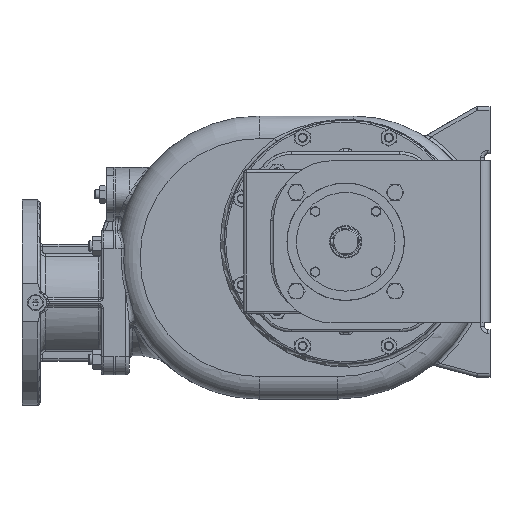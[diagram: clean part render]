
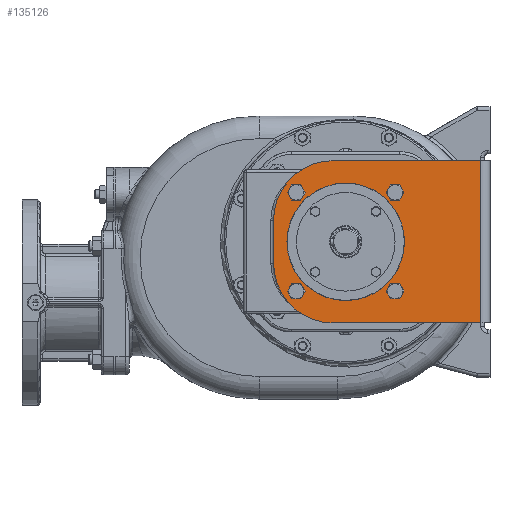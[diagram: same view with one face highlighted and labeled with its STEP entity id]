
A CAD part, left-side view. The second image highlights one B-rep face of the part: STEP entity #135126.
In plain terms, the highlighted planar face has unit normal (-1, 0, 0).
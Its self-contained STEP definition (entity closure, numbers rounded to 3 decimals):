
#40129=CARTESIAN_POINT('',(-365.5,174.,-24.));
#40130=DIRECTION('',(1.,0.,0.));
#40131=DIRECTION('',(0.,0.,-1.));
#40132=AXIS2_PLACEMENT_3D('',#40129,#40130,#40131);
#40134=DIRECTION('',(0.,0.,1.));
#40135=VECTOR('',#40134,48.);
#40136=CARTESIAN_POINT('',(-365.5,240.,-24.));
#40137=LINE('',#40136,#40135);
#40138=CARTESIAN_POINT('',(-365.5,174.,24.));
#40139=DIRECTION('',(1.,0.,0.));
#40140=DIRECTION('',(0.,1.,0.));
#40141=AXIS2_PLACEMENT_3D('',#40138,#40139,#40140);
#40143=DIRECTION('',(0.,-1.,0.));
#40144=VECTOR('',#40143,164.);
#40145=CARTESIAN_POINT('',(-365.5,174.,90.));
#40146=LINE('',#40145,#40144);
#40147=DIRECTION('',(0.,1.,0.));
#40148=VECTOR('',#40147,164.);
#40149=CARTESIAN_POINT('',(-365.5,10.,-90.));
#40150=LINE('',#40149,#40148);
#40151=CARTESIAN_POINT('',(-365.5,160.,0.));
#40152=DIRECTION('',(-1.,0.,0.));
#40153=DIRECTION('',(0.,-1.,0.));
#40154=AXIS2_PLACEMENT_3D('',#40151,#40152,#40153);
#40156=CARTESIAN_POINT('',(-365.5,160.,0.));
#40157=DIRECTION('',(-1.,0.,0.));
#40158=DIRECTION('',(0.,1.,0.));
#40159=AXIS2_PLACEMENT_3D('',#40156,#40157,#40158);
#40161=CARTESIAN_POINT('',(-365.5,214.801,-54.801));
#40162=DIRECTION('',(1.,0.,0.));
#40163=DIRECTION('',(0.,0.,-1.));
#40164=AXIS2_PLACEMENT_3D('',#40161,#40162,#40163);
#40166=CARTESIAN_POINT('',(-365.5,214.801,-54.801));
#40167=DIRECTION('',(1.,0.,0.));
#40168=DIRECTION('',(0.,0.,1.));
#40169=AXIS2_PLACEMENT_3D('',#40166,#40167,#40168);
#40171=CARTESIAN_POINT('',(-365.5,105.199,-54.801));
#40172=DIRECTION('',(1.,0.,0.));
#40173=DIRECTION('',(0.,0.,-1.));
#40174=AXIS2_PLACEMENT_3D('',#40171,#40172,#40173);
#40176=CARTESIAN_POINT('',(-365.5,105.199,-54.801));
#40177=DIRECTION('',(1.,0.,0.));
#40178=DIRECTION('',(0.,0.,1.));
#40179=AXIS2_PLACEMENT_3D('',#40176,#40177,#40178);
#40181=CARTESIAN_POINT('',(-365.5,105.199,54.801));
#40182=DIRECTION('',(1.,0.,0.));
#40183=DIRECTION('',(0.,0.,-1.));
#40184=AXIS2_PLACEMENT_3D('',#40181,#40182,#40183);
#40186=CARTESIAN_POINT('',(-365.5,105.199,54.801));
#40187=DIRECTION('',(1.,0.,0.));
#40188=DIRECTION('',(0.,0.,1.));
#40189=AXIS2_PLACEMENT_3D('',#40186,#40187,#40188);
#40191=CARTESIAN_POINT('',(-365.5,214.801,54.801));
#40192=DIRECTION('',(1.,0.,0.));
#40193=DIRECTION('',(0.,0.,-1.));
#40194=AXIS2_PLACEMENT_3D('',#40191,#40192,#40193);
#40196=CARTESIAN_POINT('',(-365.5,214.801,54.801));
#40197=DIRECTION('',(1.,0.,0.));
#40198=DIRECTION('',(0.,0.,1.));
#40199=AXIS2_PLACEMENT_3D('',#40196,#40197,#40198);
#40351=DIRECTION('',(0.,0.,1.));
#40352=VECTOR('',#40351,180.);
#40353=CARTESIAN_POINT('',(-365.5,10.,-90.));
#40354=LINE('',#40353,#40352);
#70049=CARTESIAN_POINT('',(-365.5,174.,-90.));
#70051=VERTEX_POINT('',#70049);
#70052=CARTESIAN_POINT('',(-365.5,94.85,0.));
#70053=CARTESIAN_POINT('',(-365.5,225.15,0.));
#70054=VERTEX_POINT('',#70052);
#70055=VERTEX_POINT('',#70053);
#70060=CARTESIAN_POINT('',(-365.5,10.,-90.));
#70061=VERTEX_POINT('',#70060);
#70062=CARTESIAN_POINT('',(-365.5,10.,90.));
#70063=VERTEX_POINT('',#70062);
#70064=CARTESIAN_POINT('',(-365.5,174.,90.));
#70065=VERTEX_POINT('',#70064);
#70108=CARTESIAN_POINT('',(-365.5,240.,-24.));
#70109=VERTEX_POINT('',#70108);
#70110=CARTESIAN_POINT('',(-365.5,240.,24.));
#70111=VERTEX_POINT('',#70110);
#70534=CARTESIAN_POINT('',(-365.5,214.801,-62.901));
#70535=CARTESIAN_POINT('',(-365.5,214.801,-46.701));
#70536=VERTEX_POINT('',#70534);
#70537=VERTEX_POINT('',#70535);
#70580=CARTESIAN_POINT('',(-365.5,105.199,-62.901));
#70581=CARTESIAN_POINT('',(-365.5,105.199,-46.701));
#70582=VERTEX_POINT('',#70580);
#70583=VERTEX_POINT('',#70581);
#70626=CARTESIAN_POINT('',(-365.5,105.199,46.701));
#70627=CARTESIAN_POINT('',(-365.5,105.199,62.901));
#70628=VERTEX_POINT('',#70626);
#70629=VERTEX_POINT('',#70627);
#70672=CARTESIAN_POINT('',(-365.5,214.801,46.701));
#70673=CARTESIAN_POINT('',(-365.5,214.801,62.901));
#70674=VERTEX_POINT('',#70672);
#70675=VERTEX_POINT('',#70673);
#135079=CARTESIAN_POINT('',(-365.5,160.,0.));
#135080=DIRECTION('',(1.,0.,0.));
#135081=DIRECTION('',(0.,0.,-1.));
#135082=AXIS2_PLACEMENT_3D('',#135079,#135080,#135081);
#135083=PLANE('',#135082);
#135085=ORIENTED_EDGE('',*,*,#135084,.T.);
#135087=ORIENTED_EDGE('',*,*,#135086,.T.);
#135089=ORIENTED_EDGE('',*,*,#135088,.T.);
#135091=ORIENTED_EDGE('',*,*,#135090,.T.);
#135093=ORIENTED_EDGE('',*,*,#135092,.F.);
#135095=ORIENTED_EDGE('',*,*,#135094,.T.);
#135096=EDGE_LOOP('',(#135085,#135087,#135089,#135091,#135093,#135095));
#135097=FACE_OUTER_BOUND('',#135096,.F.);
#135098=ORIENTED_EDGE('',*,*,#135059,.T.);
#135099=ORIENTED_EDGE('',*,*,#135073,.T.);
#135100=EDGE_LOOP('',(#135098,#135099));
#135101=FACE_BOUND('',#135100,.F.);
#135103=ORIENTED_EDGE('',*,*,#135102,.F.);
#135105=ORIENTED_EDGE('',*,*,#135104,.F.);
#135106=EDGE_LOOP('',(#135103,#135105));
#135107=FACE_BOUND('',#135106,.F.);
#135109=ORIENTED_EDGE('',*,*,#135108,.F.);
#135111=ORIENTED_EDGE('',*,*,#135110,.F.);
#135112=EDGE_LOOP('',(#135109,#135111));
#135113=FACE_BOUND('',#135112,.F.);
#135115=ORIENTED_EDGE('',*,*,#135114,.F.);
#135117=ORIENTED_EDGE('',*,*,#135116,.F.);
#135118=EDGE_LOOP('',(#135115,#135117));
#135119=FACE_BOUND('',#135118,.F.);
#135121=ORIENTED_EDGE('',*,*,#135120,.F.);
#135123=ORIENTED_EDGE('',*,*,#135122,.F.);
#135124=EDGE_LOOP('',(#135121,#135123));
#135125=FACE_BOUND('',#135124,.F.);
#135126=ADVANCED_FACE('',(#135097,#135101,#135107,#135113,#135119,#135125),
#135083,.F.);
#40133=CIRCLE('',#40132,66.);
#40142=CIRCLE('',#40141,66.);
#40155=CIRCLE('',#40154,65.15);
#40160=CIRCLE('',#40159,65.15);
#40165=CIRCLE('',#40164,8.1);
#40170=CIRCLE('',#40169,8.1);
#40175=CIRCLE('',#40174,8.1);
#40180=CIRCLE('',#40179,8.1);
#40185=CIRCLE('',#40184,8.1);
#40190=CIRCLE('',#40189,8.1);
#40195=CIRCLE('',#40194,8.1);
#40200=CIRCLE('',#40199,8.1);
#135059=EDGE_CURVE('',#70054,#70055,#40155,.T.);
#135073=EDGE_CURVE('',#70055,#70054,#40160,.T.);
#135084=EDGE_CURVE('',#70051,#70109,#40133,.T.);
#135086=EDGE_CURVE('',#70109,#70111,#40137,.T.);
#135088=EDGE_CURVE('',#70111,#70065,#40142,.T.);
#135090=EDGE_CURVE('',#70065,#70063,#40146,.T.);
#135092=EDGE_CURVE('',#70061,#70063,#40354,.T.);
#135094=EDGE_CURVE('',#70061,#70051,#40150,.T.);
#135102=EDGE_CURVE('',#70536,#70537,#40165,.T.);
#135104=EDGE_CURVE('',#70537,#70536,#40170,.T.);
#135108=EDGE_CURVE('',#70582,#70583,#40175,.T.);
#135110=EDGE_CURVE('',#70583,#70582,#40180,.T.);
#135114=EDGE_CURVE('',#70628,#70629,#40185,.T.);
#135116=EDGE_CURVE('',#70629,#70628,#40190,.T.);
#135120=EDGE_CURVE('',#70674,#70675,#40195,.T.);
#135122=EDGE_CURVE('',#70675,#70674,#40200,.T.);
